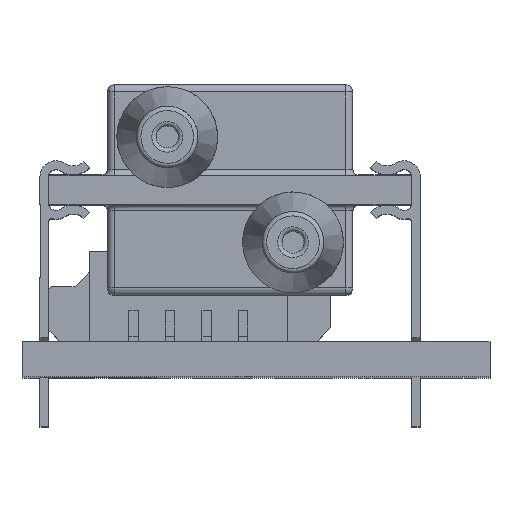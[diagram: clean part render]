
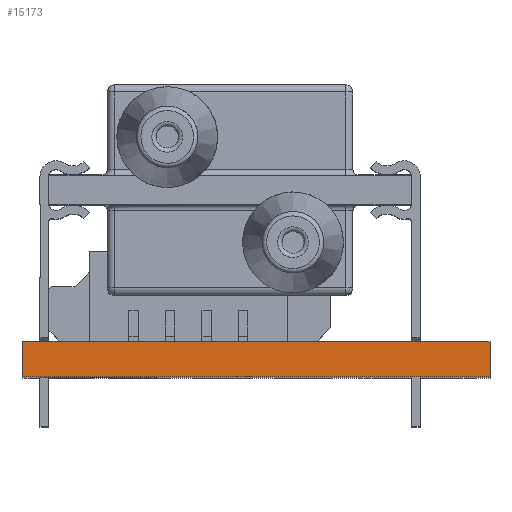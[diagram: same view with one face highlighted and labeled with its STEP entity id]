
A CAD part, top view. The second image highlights one B-rep face of the part: STEP entity #15173.
In plain terms, the highlighted planar face has unit normal (0, 0, 1).
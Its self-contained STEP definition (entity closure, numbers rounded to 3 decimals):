
#1801=FACE_OUTER_BOUND('',#2635,.T.);
#2635=EDGE_LOOP('',(#13901,#13902,#13903,#13904,#13905));
#4215=LINE('',#25619,#5745);
#4448=LINE('',#27735,#5978);
#4449=LINE('',#27737,#5979);
#4457=LINE('',#27758,#5987);
#4459=LINE('',#27762,#5989);
#5745=VECTOR('',#19083,10.);
#5978=VECTOR('',#19498,10.);
#5979=VECTOR('',#19499,10.);
#5987=VECTOR('',#19527,10.);
#5989=VECTOR('',#19533,10.);
#7124=VERTEX_POINT('',#25617);
#7125=VERTEX_POINT('',#25618);
#7392=VERTEX_POINT('',#27721);
#7397=VERTEX_POINT('',#27733);
#7398=VERTEX_POINT('',#27736);
#9151=EDGE_CURVE('',#7124,#7125,#4215,.T.);
#9555=EDGE_CURVE('',#7397,#7392,#4448,.T.);
#9556=EDGE_CURVE('',#7392,#7398,#4449,.T.);
#9567=EDGE_CURVE('',#7397,#7125,#4457,.T.);
#9569=EDGE_CURVE('',#7398,#7124,#4459,.T.);
#13901=ORIENTED_EDGE('',*,*,#9567,.T.);
#13902=ORIENTED_EDGE('',*,*,#9151,.F.);
#13903=ORIENTED_EDGE('',*,*,#9569,.F.);
#13904=ORIENTED_EDGE('',*,*,#9556,.F.);
#13905=ORIENTED_EDGE('',*,*,#9555,.F.);
#14377=PLANE('',#16133);
#15173=ADVANCED_FACE('',(#1801),#14377,.F.);
#16133=AXIS2_PLACEMENT_3D('',#27763,#19534,#19535);
#19083=DIRECTION('',(-1.,0.,0.));
#19498=DIRECTION('',(1.,0.,0.));
#19499=DIRECTION('',(1.,0.,0.));
#19527=DIRECTION('',(0.,-1.,0.));
#19533=DIRECTION('',(0.,-1.,0.));
#19534=DIRECTION('center_axis',(0.,0.,-1.));
#19535=DIRECTION('ref_axis',(0.,1.,0.));
#25617=CARTESIAN_POINT('',(0.312,0.,-0.705));
#25618=CARTESIAN_POINT('',(-15.688,0.,-0.705));
#25619=CARTESIAN_POINT('',(-7.688,0.,-0.705));
#27721=CARTESIAN_POINT('',(-13.088,1.2,-0.705));
#27733=CARTESIAN_POINT('',(-15.688,1.2,-0.705));
#27735=CARTESIAN_POINT('',(-7.688,1.2,-0.705));
#27736=CARTESIAN_POINT('',(0.312,1.2,-0.705));
#27737=CARTESIAN_POINT('',(-7.688,1.2,-0.705));
#27758=CARTESIAN_POINT('',(-15.688,0.6,-0.705));
#27762=CARTESIAN_POINT('',(0.312,0.6,-0.705));
#27763=CARTESIAN_POINT('Origin',(-7.688,0.6,-0.705));
